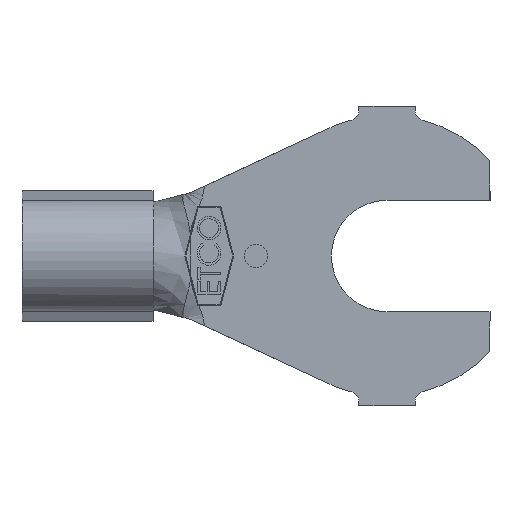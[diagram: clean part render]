
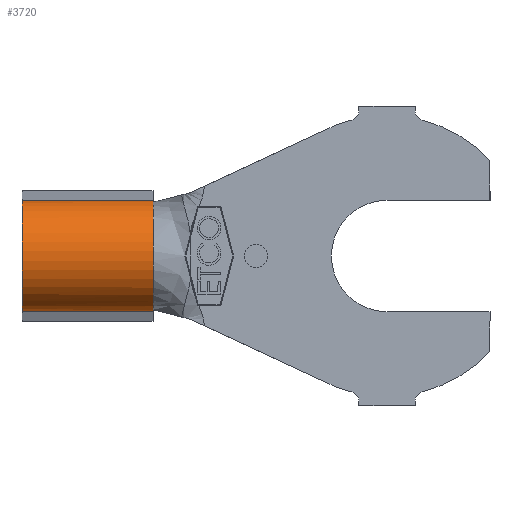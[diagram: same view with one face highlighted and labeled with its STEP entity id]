
A CAD part, front view. The second image highlights one B-rep face of the part: STEP entity #3720.
In plain terms, the highlighted cylindrical face has radius 1.524 mm (diameter 3.048 mm), a partial arc.
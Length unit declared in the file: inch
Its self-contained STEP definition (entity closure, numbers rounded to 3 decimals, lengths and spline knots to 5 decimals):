
#99 = VERTEX_POINT ( 'NONE', #6271 ) ;
#145 = CARTESIAN_POINT ( 'NONE',  ( -0.24646, 0.03982, -0.05651 ) ) ;
#185 = DIRECTION ( 'NONE',  ( 1., 0., 0. ) ) ;
#193 = CARTESIAN_POINT ( 'NONE',  ( -0.24646, 0.03982, -0.05651 ) ) ;
#281 = DIRECTION ( 'NONE',  ( 1., 0., 0. ) ) ;
#323 = CARTESIAN_POINT ( 'NONE',  ( -0.24646, 0.03982, 0.05651 ) ) ;
#353 = DIRECTION ( 'NONE',  ( 1., 0., 0. ) ) ;
#585 = DIRECTION ( 'NONE',  ( 0., 0., -1. ) ) ;
#706 = VERTEX_POINT ( 'NONE', #5484 ) ;
#730 = LINE ( 'NONE', #2719, #1463 ) ;
#776 = FACE_OUTER_BOUND ( 'NONE', #5554, .T. ) ;
#818 = EDGE_CURVE ( 'NONE', #5989, #99, #2387, .T. ) ;
#822 = B_SPLINE_CURVE_WITH_KNOTS ( 'NONE', 3,
 ( #2319, #4341, #6335, #1829 ),
 .UNSPECIFIED., .F., .F.,
 ( 4, 4 ),
 ( 0.00138, 0.0016 ),
 .UNSPECIFIED. ) ;
#920 = EDGE_CURVE ( 'NONE', #6374, #1691, #2830, .T. ) ;
#936 = AXIS2_PLACEMENT_3D ( 'NONE', #3069, #5087, #585 ) ;
#1055 = AXIS2_PLACEMENT_3D ( 'NONE', #1913, #3923, #5926 ) ;
#1256 = B_SPLINE_CURVE_WITH_KNOTS ( 'NONE', 3,
 ( #323, #2320, #4342, #6336 ),
 .UNSPECIFIED., .F., .F.,
 ( 4, 4 ),
 ( 0., 0.00012 ),
 .UNSPECIFIED. ) ;
#1377 = EDGE_CURVE ( 'NONE', #5165, #5989, #2308, .T. ) ;
#1382 = CARTESIAN_POINT ( 'NONE',  ( -0.24885, 0.04181, -0.05719 ) ) ;
#1442 = DIRECTION ( 'NONE',  ( 1., 0., 0. ) ) ;
#1453 = ORIENTED_EDGE ( 'NONE', *, *, #920, .F. ) ;
#1463 = VECTOR ( 'NONE', #4750, 39.37008 ) ;
#1512 = VERTEX_POINT ( 'NONE', #3367 ) ;
#1691 = VERTEX_POINT ( 'NONE', #5267 ) ;
#1776 = ORIENTED_EDGE ( 'NONE', *, *, #4114, .F. ) ;
#1829 = CARTESIAN_POINT ( 'NONE',  ( -0.24646, 0.03982, 0.05651 ) ) ;
#1846 = VERTEX_POINT ( 'NONE', #4990 ) ;
#1862 = CARTESIAN_POINT ( 'NONE',  ( -0.24646, 0.03982, 0.05651 ) ) ;
#1913 = CARTESIAN_POINT ( 'NONE',  ( -0.25, 0.06, 0. ) ) ;
#2079 = CIRCLE ( 'NONE', #4924, 0.06 ) ;
#2139 = CARTESIAN_POINT ( 'NONE',  ( -0.24867, 0.04159, -0.05714 ) ) ;
#2166 = VERTEX_POINT ( 'NONE', #1862 ) ;
#2177 = DIRECTION ( 'NONE',  ( 0., 0., -1. ) ) ;
#2276 = DIRECTION ( 'NONE',  ( 0., 0., -1. ) ) ;
#2308 = B_SPLINE_CURVE_WITH_KNOTS ( 'NONE', 3,
 ( #145, #2139, #4158, #6156 ),
 .UNSPECIFIED., .F., .F.,
 ( 4, 4 ),
 ( 0.00003, 0.00026 ),
 .UNSPECIFIED. ) ;
#2319 = CARTESIAN_POINT ( 'NONE',  ( -0.25, 0.0472, 0.05862 ) ) ;
#2320 = CARTESIAN_POINT ( 'NONE',  ( -0.24768, 0.04079, 0.05685 ) ) ;
#2387 = CIRCLE ( 'NONE', #6069, 0.06 ) ;
#2463 = ORIENTED_EDGE ( 'NONE', *, *, #818, .F. ) ;
#2485 = ORIENTED_EDGE ( 'NONE', *, *, #2555, .F. ) ;
#2544 = CARTESIAN_POINT ( 'NONE',  ( -0.25, 0.0472, -0.05862 ) ) ;
#2555 = EDGE_CURVE ( 'NONE', #1512, #2166, #822, .T. ) ;
#2719 = CARTESIAN_POINT ( 'NONE',  ( -0.39, 0.0508, -0.05929 ) ) ;
#2748 = B_SPLINE_CURVE_WITH_KNOTS ( 'NONE', 3,
 ( #5891, #1382, #3392, #5391 ),
 .UNSPECIFIED., .F., .F.,
 ( 4, 4 ),
 ( 0.00047, 0.00059 ),
 .UNSPECIFIED. ) ;
#2763 = CYLINDRICAL_SURFACE ( 'NONE', #4202, 0.06 ) ;
#2781 = ORIENTED_EDGE ( 'NONE', *, *, #1377, .F. ) ;
#2830 = LINE ( 'NONE', #4858, #4596 ) ;
#3069 = CARTESIAN_POINT ( 'NONE',  ( -0.39, 0.06, 0. ) ) ;
#3261 = ORIENTED_EDGE ( 'NONE', *, *, #4161, .F. ) ;
#3341 = EDGE_CURVE ( 'NONE', #6374, #706, #4617, .T. ) ;
#3367 = CARTESIAN_POINT ( 'NONE',  ( -0.25, 0.0472, 0.05862 ) ) ;
#3392 = CARTESIAN_POINT ( 'NONE',  ( -0.24768, 0.04079, -0.05685 ) ) ;
#3424 = ORIENTED_EDGE ( 'NONE', *, *, #4679, .F. ) ;
#3454 = DIRECTION ( 'NONE',  ( 0., 0., -1. ) ) ;
#3527 = ORIENTED_EDGE ( 'NONE', *, *, #6210, .F. ) ;
#3720 = ADVANCED_FACE ( 'NONE', ( #776 ), #2763, .T. ) ;
#3923 = DIRECTION ( 'NONE',  ( 1., 0., 0. ) ) ;
#3965 = CARTESIAN_POINT ( 'NONE',  ( -0.39, 0.0508, 0.05929 ) ) ;
#4114 = EDGE_CURVE ( 'NONE', #4969, #5165, #2748, .T. ) ;
#4158 = CARTESIAN_POINT ( 'NONE',  ( -0.25, 0.04433, -0.05799 ) ) ;
#4161 = EDGE_CURVE ( 'NONE', #1846, #4969, #2079, .T. ) ;
#4202 = AXIS2_PLACEMENT_3D ( 'NONE', #4789, #281, #2276 ) ;
#4331 = ORIENTED_EDGE ( 'NONE', *, *, #3341, .T. ) ;
#4341 = CARTESIAN_POINT ( 'NONE',  ( -0.25, 0.04433, 0.05799 ) ) ;
#4342 = CARTESIAN_POINT ( 'NONE',  ( -0.24885, 0.04181, 0.05719 ) ) ;
#4596 = VECTOR ( 'NONE', #353, 39.37008 ) ;
#4617 = CIRCLE ( 'NONE', #936, 0.06 ) ;
#4679 = EDGE_CURVE ( 'NONE', #1691, #1512, #4742, .T. ) ;
#4691 = CARTESIAN_POINT ( 'NONE',  ( -0.25, 0.06, 0. ) ) ;
#4742 = CIRCLE ( 'NONE', #1055, 0.06 ) ;
#4750 = DIRECTION ( 'NONE',  ( 1., 0., 0. ) ) ;
#4789 = CARTESIAN_POINT ( 'NONE',  ( -0.39, 0.06, 0. ) ) ;
#4844 = CARTESIAN_POINT ( 'NONE',  ( -0.25, 0.04286, -0.0575 ) ) ;
#4858 = CARTESIAN_POINT ( 'NONE',  ( -0.39, 0.0508, 0.05929 ) ) ;
#4924 = AXIS2_PLACEMENT_3D ( 'NONE', #5948, #1442, #3454 ) ;
#4969 = VERTEX_POINT ( 'NONE', #4844 ) ;
#4990 = CARTESIAN_POINT ( 'NONE',  ( -0.25, 0.04286, 0.0575 ) ) ;
#5087 = DIRECTION ( 'NONE',  ( 1., 0., 0. ) ) ;
#5165 = VERTEX_POINT ( 'NONE', #193 ) ;
#5267 = CARTESIAN_POINT ( 'NONE',  ( -0.25, 0.0508, 0.05929 ) ) ;
#5391 = CARTESIAN_POINT ( 'NONE',  ( -0.24646, 0.03982, -0.05651 ) ) ;
#5484 = CARTESIAN_POINT ( 'NONE',  ( -0.39, 0.0508, -0.05929 ) ) ;
#5554 = EDGE_LOOP ( 'NONE', ( #3424, #1453, #4331, #5696, #2463, #2781, #1776, #3261, #3527, #2485 ) ) ;
#5696 = ORIENTED_EDGE ( 'NONE', *, *, #5755, .T. ) ;
#5755 = EDGE_CURVE ( 'NONE', #706, #99, #730, .T. ) ;
#5891 = CARTESIAN_POINT ( 'NONE',  ( -0.25, 0.04286, -0.0575 ) ) ;
#5926 = DIRECTION ( 'NONE',  ( 0., 0., -1. ) ) ;
#5948 = CARTESIAN_POINT ( 'NONE',  ( -0.25, 0.06, 0. ) ) ;
#5989 = VERTEX_POINT ( 'NONE', #2544 ) ;
#6069 = AXIS2_PLACEMENT_3D ( 'NONE', #4691, #185, #2177 ) ;
#6156 = CARTESIAN_POINT ( 'NONE',  ( -0.25, 0.0472, -0.05862 ) ) ;
#6210 = EDGE_CURVE ( 'NONE', #2166, #1846, #1256, .T. ) ;
#6271 = CARTESIAN_POINT ( 'NONE',  ( -0.25, 0.0508, -0.05929 ) ) ;
#6335 = CARTESIAN_POINT ( 'NONE',  ( -0.24869, 0.0416, 0.05714 ) ) ;
#6336 = CARTESIAN_POINT ( 'NONE',  ( -0.25, 0.04286, 0.0575 ) ) ;
#6374 = VERTEX_POINT ( 'NONE', #3965 ) ;
